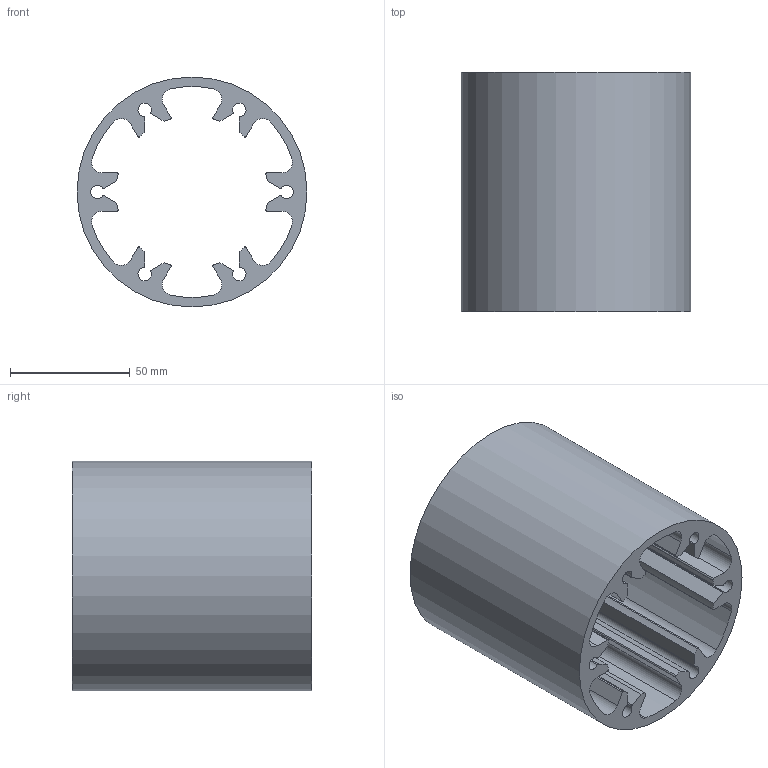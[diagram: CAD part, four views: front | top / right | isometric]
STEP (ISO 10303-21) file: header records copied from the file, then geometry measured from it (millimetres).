
FILE_DESCRIPTION(/* description */ ('PROF.ALL.TRASPORTATORI 96x0 '),/* implementation_level */ '2;1');
FILE_NAME(/* name */ 'BPRTR0000005.stp',/* time_stamp */ '2022-12-12T14:00:09+01:00',/* author */ ('tecnico7'),/* organization */ (''),/* preprocessor_version */ 'ST-DEVELOPER v18.1',/* originating_system */ 'Autodesk Inventor 2022',/* authorisation */ '');
FILE_SCHEMA (('AUTOMOTIVE_DESIGN { 1 0 10303 214 3 1 1 }'));
Length unit declared in the file: millimetre
Products named in the file (1): BPRTR0000005
Bounding box: 96 x 100 x 96 mm (x, y, z)
Volume: 209894.9 mm3; surface area: 83384.7 mm2
Topology: 1 solids, 1 shells, 87 faces, 255 edges, 170 vertices
Faces by surface type: cylinder 61, plane 26
Full cylindrical faces by diameter (mm): 96 x1
Entity records: 2998 total; most frequent: DIRECTION 553, CARTESIAN_POINT 513, ORIENTED_EDGE 510, EDGE_CURVE 255, AXIS2_PLACEMENT_3D 210, VERTEX_POINT 170, LINE 133, VECTOR 133
